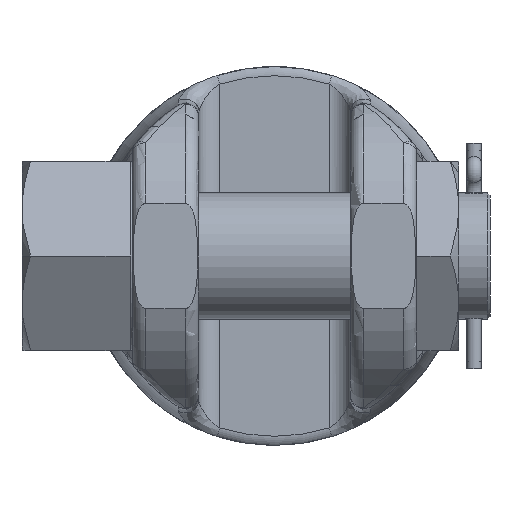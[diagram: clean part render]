
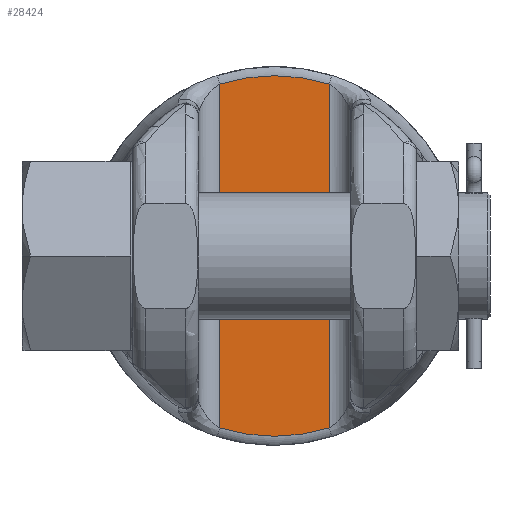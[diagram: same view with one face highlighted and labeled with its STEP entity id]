
A CAD part, front view. The second image highlights one B-rep face of the part: STEP entity #28424.
In plain terms, the highlighted planar face has unit normal (0, -1, 0).
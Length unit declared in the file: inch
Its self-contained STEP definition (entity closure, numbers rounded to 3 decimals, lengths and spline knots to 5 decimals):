
#13125=CARTESIAN_POINT('',(0.65,-9.91,2.04094));
#13137=CARTESIAN_POINT('',(0.65,-9.91,-2.04095));
#13166=DIRECTION('',(0.,0.,-1.));
#13167=VECTOR('',#13166,4.08185);
#13168=CARTESIAN_POINT('',(0.64991,-9.91,
2.04093));
#13169=LINE('',#13168,#13167);
#13223=CARTESIAN_POINT('',(-0.65,-9.91,2.04095));
#13252=DIRECTION('',(0.,0.,-1.));
#13253=VECTOR('',#13252,4.08187);
#13254=CARTESIAN_POINT('',(-0.6499,-9.91,
2.04093));
#13255=LINE('',#13254,#13253);
#13283=CARTESIAN_POINT('',(-0.65,-9.91,-2.04095));
#13295=CARTESIAN_POINT('',(0.,-9.91,0.));
#13296=DIRECTION('',(0.,-1.,0.));
#13297=DIRECTION('',(-0.303,0.,-0.953));
#13298=AXIS2_PLACEMENT_3D('',#13295,#13296,#13297);
#13303=CARTESIAN_POINT('',(0.,-9.91,0.));
#13304=DIRECTION('',(0.,-1.,0.));
#13305=DIRECTION('',(0.303,0.,0.953));
#13306=AXIS2_PLACEMENT_3D('',#13303,#13304,#13305);
#17274=VERTEX_POINT('',#13223);
#17279=VERTEX_POINT('',#13125);
#17282=VERTEX_POINT('',#13137);
#17287=VERTEX_POINT('',#13283);
#28412=CARTESIAN_POINT('',(0.9,-9.91,2.70271));
#28413=DIRECTION('',(0.,1.,0.));
#28414=DIRECTION('',(-1.,0.,0.));
#28415=AXIS2_PLACEMENT_3D('',#28412,#28413,#28414);
#28416=PLANE('',#28415);
#28417=ORIENTED_EDGE('',*,*,#28266,.T.);
#28419=ORIENTED_EDGE('',*,*,#28418,.F.);
#28420=ORIENTED_EDGE('',*,*,#28403,.F.);
#28421=ORIENTED_EDGE('',*,*,#28336,.F.);
#28422=EDGE_LOOP('',(#28417,#28419,#28420,#28421));
#28423=FACE_OUTER_BOUND('',#28422,.F.);
#13299=CIRCLE('',#13298,2.14184);
#13307=CIRCLE('',#13306,2.14184);
#28266=EDGE_CURVE('',#17279,#17282,#13169,.T.);
#28336=EDGE_CURVE('',#17279,#17274,#13307,.T.);
#28403=EDGE_CURVE('',#17274,#17287,#13255,.T.);
#28418=EDGE_CURVE('',#17287,#17282,#13299,.T.);
#28424=ADVANCED_FACE('',(#28423),#28416,.F.);
